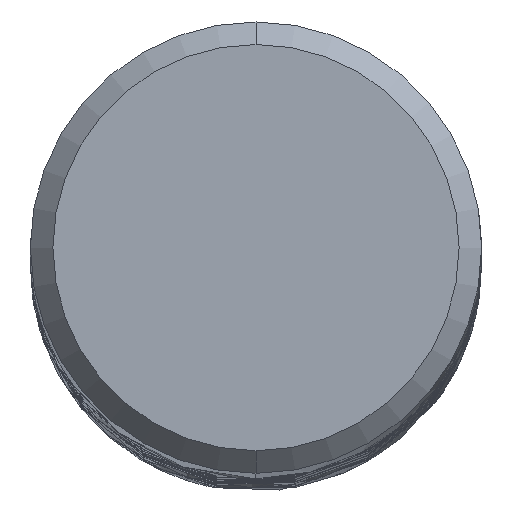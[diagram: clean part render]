
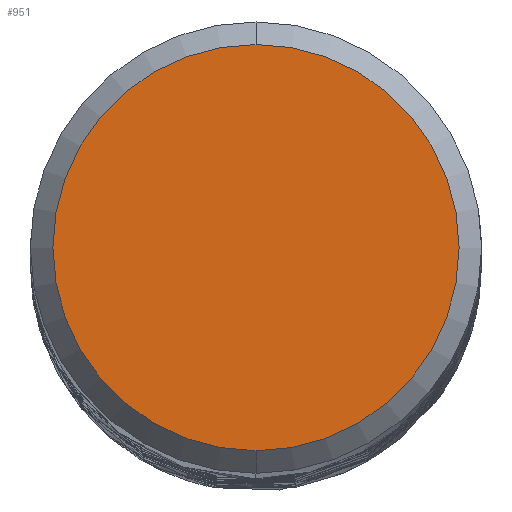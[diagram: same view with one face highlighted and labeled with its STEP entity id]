
A CAD part, top view. The second image highlights one B-rep face of the part: STEP entity #951.
In plain terms, the highlighted planar face has unit normal (0, 0, 1).
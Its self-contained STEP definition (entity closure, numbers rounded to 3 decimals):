
#443=EDGE_CURVE('',#965,#857,#1110,.T.);
#601=EDGE_CURVE('',#857,#965,#1285,.T.);
#857=VERTEX_POINT('',#1564);
#951=ADVANCED_FACE('',(#1662),#1663,.T.);
#965=VERTEX_POINT('',#1679);
#1110=CIRCLE('',#3347,5.4);
#1285=CIRCLE('',#6790,5.4);
#1564=CARTESIAN_POINT('',(0.0,5.4,0.0));
#1662=FACE_OUTER_BOUND('',#18739,.T.);
#1663=PLANE('',#18740);
#1679=CARTESIAN_POINT('',(0.,-5.4,0.0));
#3347=AXIS2_PLACEMENT_3D('',#18969,#18970,#18971);
#6790=AXIS2_PLACEMENT_3D('',#19183,#19184,#19185);
#18739=EDGE_LOOP('',(#19524,#19525));
#18740=AXIS2_PLACEMENT_3D('',#19526,#19527,#19528);
#18969=CARTESIAN_POINT('',(0.0,0.0,0.0));
#18970=DIRECTION('',(0.0,0.0,-1.0));
#18971=DIRECTION('',(0.0,1.0,0.0));
#19183=CARTESIAN_POINT('',(0.0,0.0,0.0));
#19184=DIRECTION('',(0.0,0.0,-1.0));
#19185=DIRECTION('',(0.0,1.0,0.0));
#19524=ORIENTED_EDGE('',*,*,#601,.F.);
#19525=ORIENTED_EDGE('',*,*,#443,.F.);
#19526=CARTESIAN_POINT('',(0.0,2.7,0.0));
#19527=DIRECTION('',(-0.0,0.0,1.0));
#19528=DIRECTION('',(0.0,-1.0,0.0));
